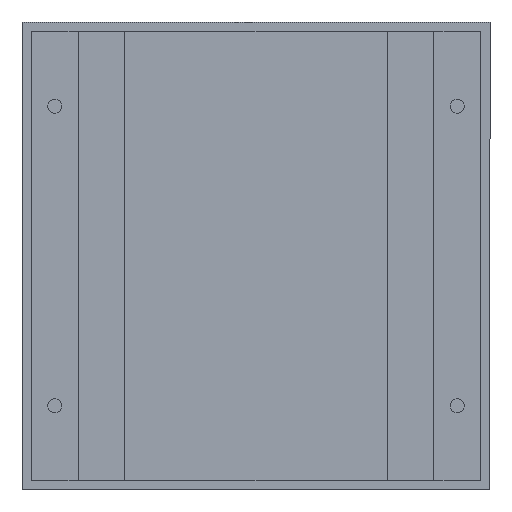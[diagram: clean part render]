
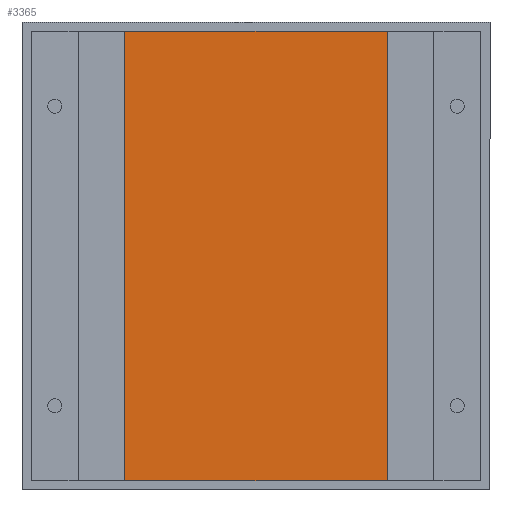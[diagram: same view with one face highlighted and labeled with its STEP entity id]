
A CAD part, front view. The second image highlights one B-rep face of the part: STEP entity #3365.
In plain terms, the highlighted planar face has unit normal (0, -1, 0).
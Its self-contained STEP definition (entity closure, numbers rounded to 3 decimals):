
#154 = VERTEX_POINT ( 'NONE', #1467 ) ;
#309 = DIRECTION ( 'NONE',  ( 0., -1., 0. ) ) ;
#395 = DIRECTION ( 'NONE',  ( 1., 0., 0. ) ) ;
#457 = ORIENTED_EDGE ( 'NONE', *, *, #4420, .F. ) ;
#634 = EDGE_LOOP ( 'NONE', ( #5332, #5371, #4762, #457 ) ) ;
#755 = CARTESIAN_POINT ( 'NONE',  ( 0., -0.015, 0. ) ) ;
#1321 = LINE ( 'NONE', #4481, #4976 ) ;
#1379 = CARTESIAN_POINT ( 'NONE',  ( -1.4, -0.015, 0. ) ) ;
#1435 = EDGE_CURVE ( 'NONE', #2429, #1603, #3413, .T. ) ;
#1467 = CARTESIAN_POINT ( 'NONE',  ( -1.4, -0.015, -2.4 ) ) ;
#1603 = VERTEX_POINT ( 'NONE', #2382 ) ;
#1677 = CARTESIAN_POINT ( 'NONE',  ( 1.4, -0.015, 0. ) ) ;
#1712 = EDGE_CURVE ( 'NONE', #154, #3814, #3609, .T. ) ;
#2012 = EDGE_CURVE ( 'NONE', #154, #1603, #1321, .T. ) ;
#2240 = CARTESIAN_POINT ( 'NONE',  ( -1.4, -0.015, 2.4 ) ) ;
#2382 = CARTESIAN_POINT ( 'NONE',  ( 1.4, -0.015, -2.4 ) ) ;
#2429 = VERTEX_POINT ( 'NONE', #5589 ) ;
#2908 = DIRECTION ( 'NONE',  ( 0., 0., -1. ) ) ;
#2938 = FACE_OUTER_BOUND ( 'NONE', #634, .T. ) ;
#2973 = DIRECTION ( 'NONE',  ( 0., 0., -1. ) ) ;
#3148 = DIRECTION ( 'NONE',  ( 0., 0., 1. ) ) ;
#3365 = ADVANCED_FACE ( 'NONE', ( #2938 ), #4322, .T. ) ;
#3413 = LINE ( 'NONE', #1677, #4131 ) ;
#3609 = LINE ( 'NONE', #1379, #3960 ) ;
#3698 = AXIS2_PLACEMENT_3D ( 'NONE', #755, #309, #2908 ) ;
#3814 = VERTEX_POINT ( 'NONE', #2240 ) ;
#3960 = VECTOR ( 'NONE', #3148, 1000. ) ;
#4131 = VECTOR ( 'NONE', #2973, 1000. ) ;
#4322 = PLANE ( 'NONE',  #3698 ) ;
#4420 = EDGE_CURVE ( 'NONE', #3814, #2429, #5288, .T. ) ;
#4481 = CARTESIAN_POINT ( 'NONE',  ( 0., -0.015, -2.4 ) ) ;
#4762 = ORIENTED_EDGE ( 'NONE', *, *, #1435, .F. ) ;
#4926 = VECTOR ( 'NONE', #395, 1000. ) ;
#4976 = VECTOR ( 'NONE', #5740, 1000. ) ;
#5288 = LINE ( 'NONE', #5643, #4926 ) ;
#5332 = ORIENTED_EDGE ( 'NONE', *, *, #1712, .F. ) ;
#5371 = ORIENTED_EDGE ( 'NONE', *, *, #2012, .T. ) ;
#5589 = CARTESIAN_POINT ( 'NONE',  ( 1.4, -0.015, 2.4 ) ) ;
#5643 = CARTESIAN_POINT ( 'NONE',  ( 0., -0.015, 2.4 ) ) ;
#5740 = DIRECTION ( 'NONE',  ( 1., 0., 0. ) ) ;
